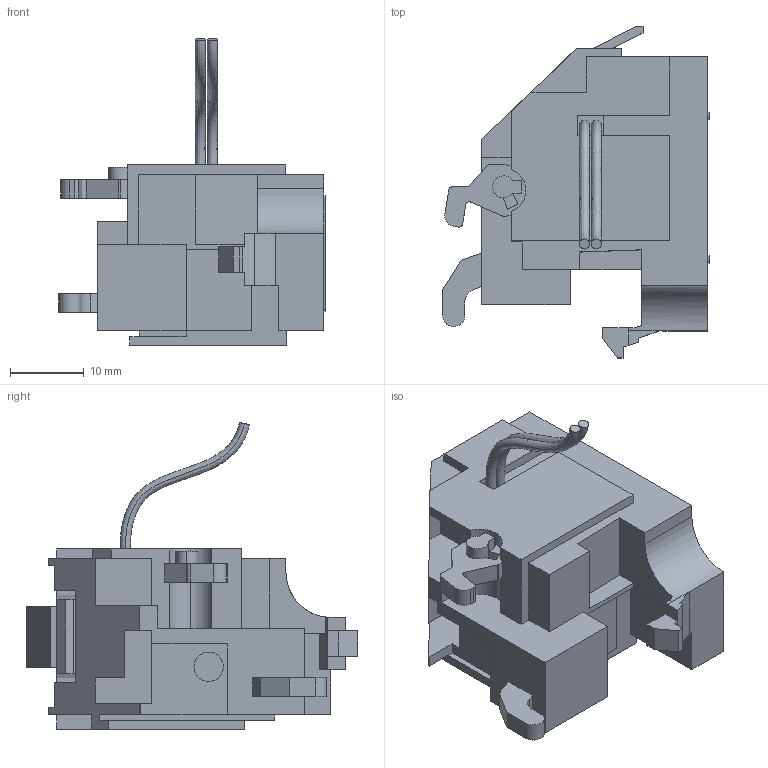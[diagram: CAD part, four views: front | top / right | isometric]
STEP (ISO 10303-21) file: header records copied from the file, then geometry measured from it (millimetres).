
FILE_DESCRIPTION (( 'STEP AP203' ), '1' );
FILE_NAME ('mccb-1L-SHT-ETU-ac230-av.ÃÌ AV POWER-1 Íåçàâèñèìûé ðàñöåïèòåëü SHT äëÿ ETU AC230V ñëåâà.STEP', '2024-04-23T13:56:49', ( '' ), ( '' ), 'SwSTEP 2.0', 'SolidWorks 2021', '' );
FILE_SCHEMA (( 'CONFIG_CONTROL_DESIGN' ));
Length unit declared in the file: millimetre
Products named in the file (1): mccb-1L-SHT-ETU-ac230-av.ÃÌ AV POWER-1 Íåçàâèñèìûé ðàñöåïèòåëü SHT äëÿ ETU AC230V ñëåâà
Bounding box: 36.2 x 45.07 x 41.66 mm (x, y, z)
Volume: 18480 mm3; surface area: 6560.4 mm2
Topology: 3 solids, 3 shells, 186 faces, 515 edges, 342 vertices
Faces by surface type: plane 158, cylinder 24, bspline 4
Entity records: 6487 total; most frequent: CARTESIAN_POINT 1615, ORIENTED_EDGE 1030, DIRECTION 935, EDGE_CURVE 515, VECTOR 451, LINE 451, VERTEX_POINT 342, AXIS2_PLACEMENT_3D 242
